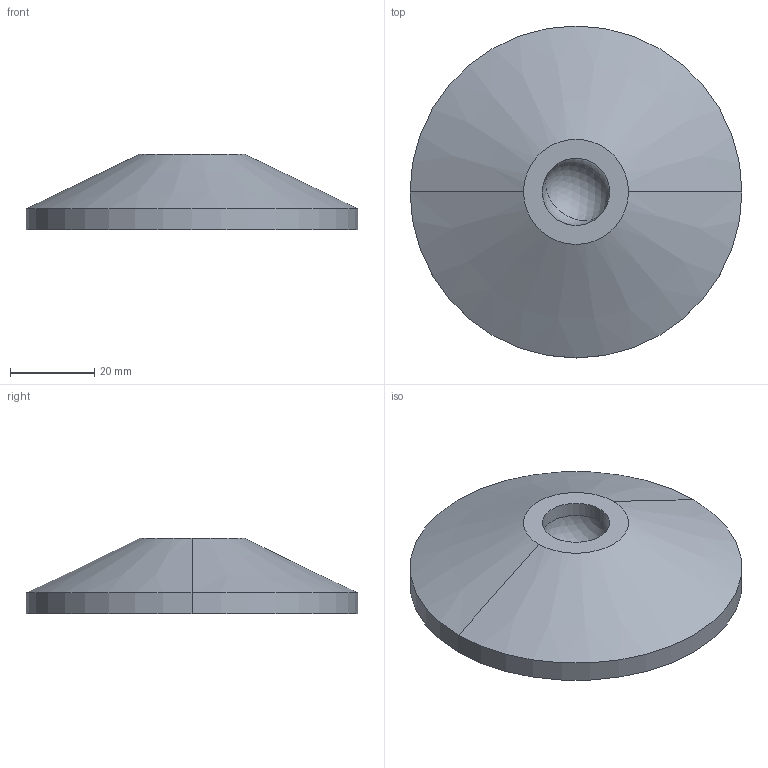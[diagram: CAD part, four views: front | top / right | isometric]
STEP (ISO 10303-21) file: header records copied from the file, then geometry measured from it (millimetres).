
FILE_DESCRIPTION(('STEP AP214'),'1');
FILE_NAME('cctmp_CFCFDE60-67AC-498C-9FD2-5D56BB9E802C_2020_1_15_9_7_39_706..stp','2020-01-15T08:07:39',('Bosch Rexroth AG'),('CADClick - www.CADClick.com'),'Spatial InterOp 3D',' ','unknown authorization - (Healing Option Enabled)');
FILE_SCHEMA(('AUTOMOTIVE_DESIGN'));
Length unit declared in the file: millimetre
Products named in the file (1): 2020_01_15__09-07-39-706
Bounding box: 79 x 79 x 18 mm (x, y, z)
Volume: 52821.7 mm3; surface area: 11905.9 mm2
Topology: 1 solids, 1 shells, 12 faces, 26 edges, 17 vertices
Faces by surface type: sphere 4, cylinder 4, cone 2, plane 2
Entity records: 462 total; most frequent: DIRECTION 72, CARTESIAN_POINT 56, ORIENTED_EDGE 52, AXIS2_PLACEMENT_3D 33, EDGE_CURVE 26, CIRCLE 20, VERTEX_POINT 17, STYLED_ITEM 13
